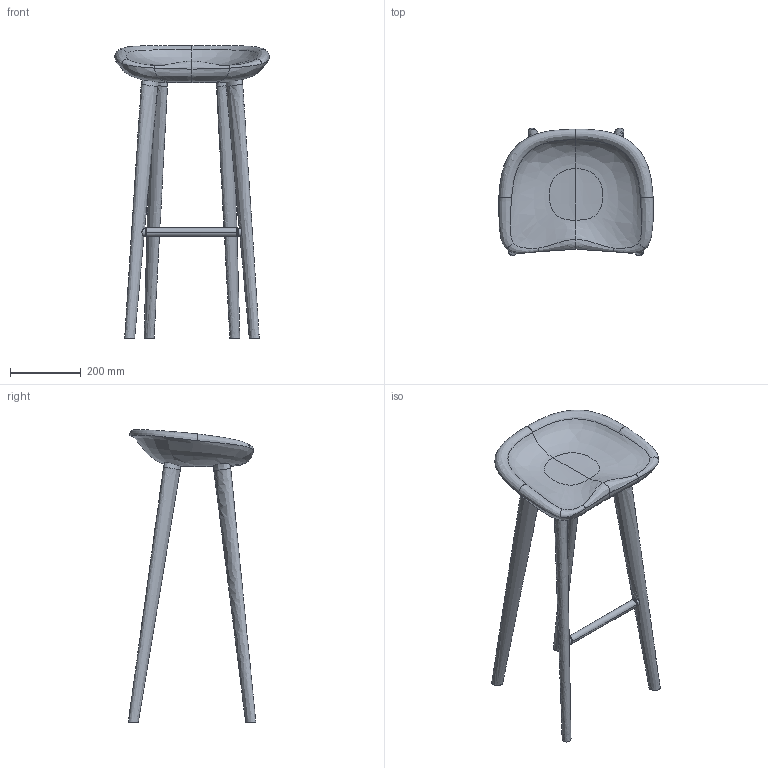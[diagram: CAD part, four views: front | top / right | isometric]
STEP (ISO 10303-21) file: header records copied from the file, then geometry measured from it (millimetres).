
FILE_DESCRIPTION(/* description */ (''),/* implementation_level */ '2;1');
FILE_NAME(/* name */ 'Tractor_CB-23_3D',/* time_stamp */ '2023-10-06T12:10:34+02:00',/* author */ (''),/* organization */ (''),/* preprocessor_version */ 'ST-DEVELOPER v16.5',/* originating_system */ 'Rhino 7.31',/* authorisation */ '');
FILE_SCHEMA (('AUTOMOTIVE_DESIGN'));
Length unit declared in the file: centimetre
Products named in the file (2): Document; Tractor_CB-23
Assembly tree (1 placements, depth 2):
  Document
    Tractor_CB-23
Bounding box: 435.49 x 359.82 x 825.17 mm (x, y, z)
Volume: 1005129.9 mm3; surface area: 736530.8 mm2
Topology: 3 solids, 13 shells, 66 faces, 117 edges, 72 vertices
Faces by surface type: bspline 40, plane 26
Entity records: 7930 total; most frequent: CARTESIAN_POINT 6933, ORIENTED_EDGE 222, EDGE_CURVE 117, B_SPLINE_CURVE_WITH_KNOTS 80, EDGE_LOOP 73, VERTEX_POINT 72, ADVANCED_FACE 66, FACE_OUTER_BOUND 66
